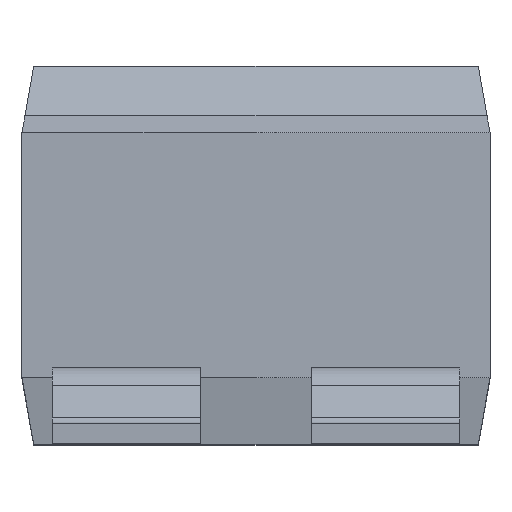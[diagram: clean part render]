
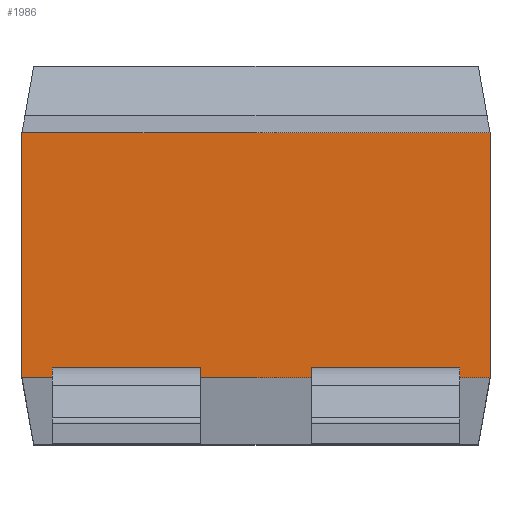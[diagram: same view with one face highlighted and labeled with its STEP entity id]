
A CAD part, top view. The second image highlights one B-rep face of the part: STEP entity #1986.
In plain terms, the highlighted planar face has unit normal (0, 0, 1).
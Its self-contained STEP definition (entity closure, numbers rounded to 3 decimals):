
#1926 = CARTESIAN_POINT ( 'NONE',  ( -2.29, 0.65, 3.25 ) ) ;
#1927 = VERTEX_POINT ( 'NONE', #1926 ) ;
#1934 = CARTESIAN_POINT ( 'NONE',  ( -2.29, 3.05, 3.25 ) ) ;
#1935 = VERTEX_POINT ( 'NONE', #1934 ) ;
#1936 = CARTESIAN_POINT ( 'NONE',  ( -2.29, 3.7, 3.25 ) ) ;
#1937 = DIRECTION ( 'NONE',  ( 0., -1., 0. ) ) ;
#1938 = VECTOR ( 'NONE', #1937, 1000. ) ;
#1939 = LINE ( 'NONE', #1936, #1938 ) ;
#1940 = EDGE_CURVE ( 'NONE', #1935, #1927, #1939, .T. ) ;
#1956 = ORIENTED_EDGE ( 'NONE', *, *, #1940, .T. ) ;
#1957 = CARTESIAN_POINT ( 'NONE',  ( 2.29, 0.65, 3.25 ) ) ;
#1958 = VERTEX_POINT ( 'NONE', #1957 ) ;
#1959 = CARTESIAN_POINT ( 'NONE',  ( 2.29, 0.65, 3.25 ) ) ;
#1960 = DIRECTION ( 'NONE',  ( 1., 0., 0. ) ) ;
#1961 = VECTOR ( 'NONE', #1960, 1000. ) ;
#1962 = LINE ( 'NONE', #1959, #1961 ) ;
#1963 = EDGE_CURVE ( 'NONE', #1927, #1958, #1962, .T. ) ;
#1964 = ORIENTED_EDGE ( 'NONE', *, *, #1963, .T. ) ;
#1965 = CARTESIAN_POINT ( 'NONE',  ( 2.29, 3.05, 3.25 ) ) ;
#1966 = VERTEX_POINT ( 'NONE', #1965 ) ;
#1967 = CARTESIAN_POINT ( 'NONE',  ( 2.29, 3.7, 3.25 ) ) ;
#1968 = DIRECTION ( 'NONE',  ( 0., -1., 0. ) ) ;
#1969 = VECTOR ( 'NONE', #1968, 1000. ) ;
#1970 = LINE ( 'NONE', #1967, #1969 ) ;
#1971 = EDGE_CURVE ( 'NONE', #1966, #1958, #1970, .T. ) ;
#1972 = ORIENTED_EDGE ( 'NONE', *, *, #1971, .F. ) ;
#1973 = CARTESIAN_POINT ( 'NONE',  ( -2.29, 3.05, 3.25 ) ) ;
#1974 = DIRECTION ( 'NONE',  ( -1., 0., 0. ) ) ;
#1975 = VECTOR ( 'NONE', #1974, 1000. ) ;
#1976 = LINE ( 'NONE', #1973, #1975 ) ;
#1977 = EDGE_CURVE ( 'NONE', #1966, #1935, #1976, .T. ) ;
#1978 = ORIENTED_EDGE ( 'NONE', *, *, #1977, .T. ) ;
#1979 = EDGE_LOOP ( 'NONE', ( #1956, #1964, #1972, #1978 ) ) ;
#1980 = FACE_OUTER_BOUND ( 'NONE', #1979, .T. ) ;
#1981 = CARTESIAN_POINT ( 'NONE',  ( 2.29, 3.7, 3.25 ) ) ;
#1982 = DIRECTION ( 'NONE',  ( 0., 0., -1. ) ) ;
#1983 = DIRECTION ( 'NONE',  ( -1., 0., 0. ) ) ;
#1984 = AXIS2_PLACEMENT_3D ( 'NONE', #1981, #1982, #1983 ) ;
#1985 = PLANE ( 'NONE', #1984 ) ;
#1986 = ADVANCED_FACE ( 'NONE', ( #1980 ), #1985, .F. ) ;
